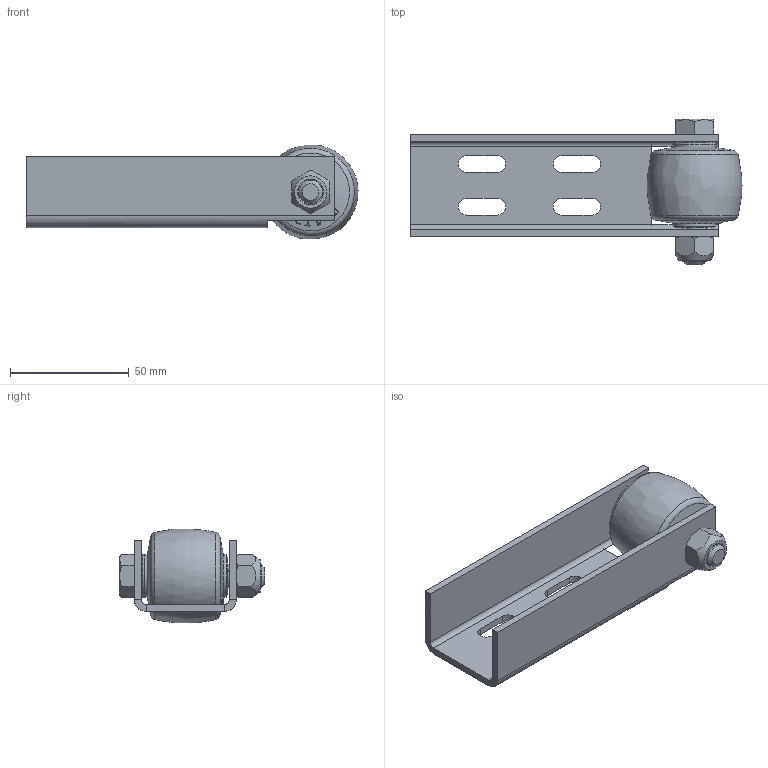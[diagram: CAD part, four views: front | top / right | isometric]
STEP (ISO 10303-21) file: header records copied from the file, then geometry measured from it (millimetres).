
FILE_DESCRIPTION(('STEP AP203'), '1');
FILE_NAME('ÐË053.01.00.000 Êðîíøòåéí ñîñòàâíîé (ÎÁ)', '2015-09-25T04:57:43', (''), (''), 'ASCON STEP Converter 1.3', 'ASCON Math Kernel', '');
FILE_SCHEMA(('CONFIG_CONTROL_DESIGN'));
Length unit declared in the file: millimetre
Products named in the file (1): 倓053.01.00.0008
Bounding box: 139.99 x 61.4 x 39.62 mm (x, y, z)
Volume: 71904.9 mm3; surface area: 33241 mm2
Topology: 1 solids, 2 shells, 344 faces, 954 edges, 626 vertices
Faces by surface type: cylinder 166, plane 148, cone 26, torus 3, bspline 1
Full cylindrical faces by diameter (mm): 10 x2, 10.5 x2, 16 x1, 18 x2
Entity records: 13538 total; most frequent: CARTESIAN_POINT 5713, ORIENTED_EDGE 1862, DIRECTION 1189, EDGE_CURVE 931, VERTEX_POINT 626, B_SPLINE_CURVE_WITH_KNOTS 512, AXIS2_PLACEMENT_3D 426, EDGE_LOOP 395
